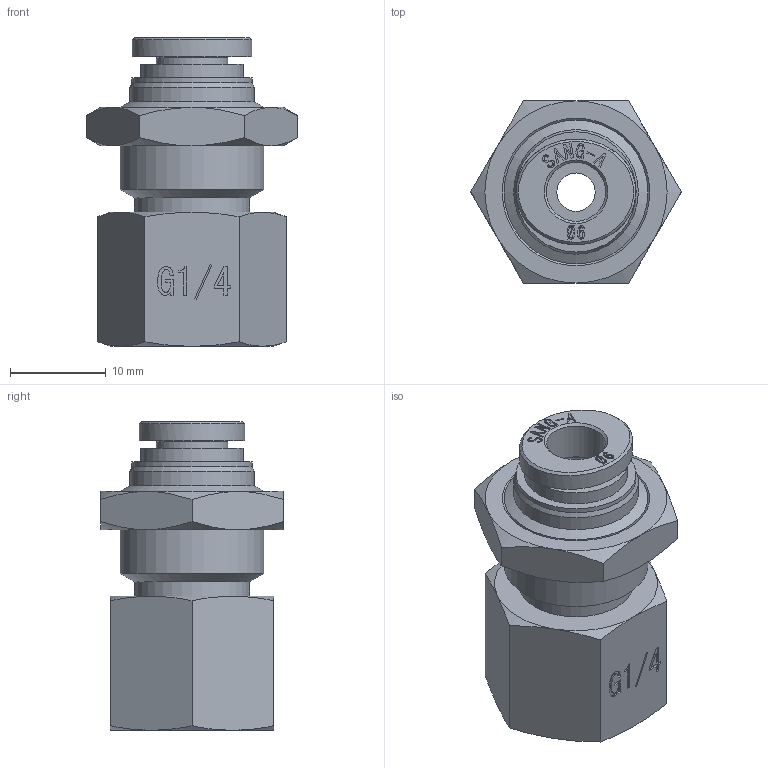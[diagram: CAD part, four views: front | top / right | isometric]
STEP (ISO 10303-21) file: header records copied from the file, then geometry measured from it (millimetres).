
FILE_DESCRIPTION((''),'2;1');
FILE_NAME('F-PMF 06G02.stp','2021-02-24T17:49:52',('Administrator'),(''),'Autodesk Inventor 2013','Autodesk Inventor 2013','');
FILE_SCHEMA(('CONFIG_CONTROL_DESIGN'));
Length unit declared in the file: millimetre
Products named in the file (4): F-PMF 06G02; F-SLEEVE 06(SUS); F-PMF BODY 06G02; NUT 06(SUS)
Assembly tree (3 placements, depth 2):
  F-PMF 06G02
    F-SLEEVE 06(SUS)
    F-PMF BODY 06G02
    NUT 06(SUS)
Bounding box: 21.94 x 19 x 32.2 mm (x, y, z)
Volume: 4883.2 mm3; surface area: 3854.9 mm2
Topology: 3 solids, 3 shells, 281 faces, 712 edges, 464 vertices
Faces by surface type: plane 138, bspline 97, cone 32, cylinder 14
Full cylindrical faces by diameter (mm): 2.516 x1, 4 x1, 6.15 x1, 6.2 x1, 7.5 x1, 10.75 x1, 11.445 x1, 12 x1, 12.55 x1, 13 x1, 14.2 x1, 15 x1
Entity records: 8555 total; most frequent: CARTESIAN_POINT 2488, ORIENTED_EDGE 1376, DIRECTION 902, EDGE_CURVE 688, VERTEX_POINT 460, VECTOR 390, LINE 390, EDGE_LOOP 334
